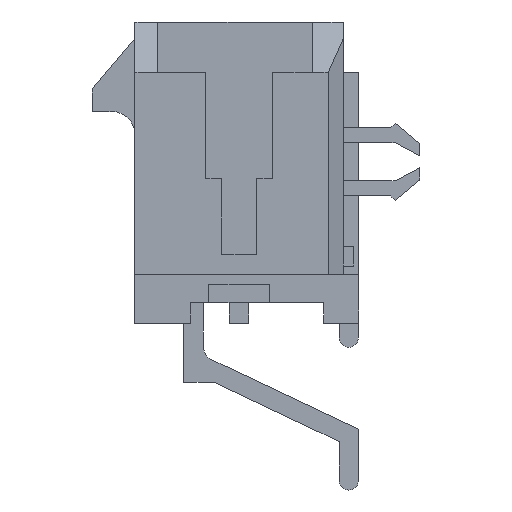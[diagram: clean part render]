
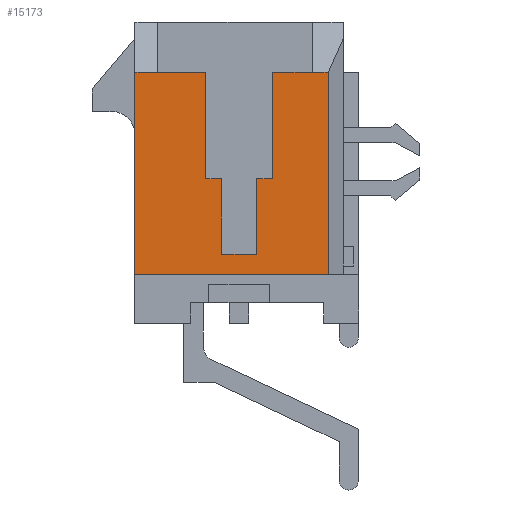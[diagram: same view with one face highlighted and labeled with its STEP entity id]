
A CAD part, left-side view. The second image highlights one B-rep face of the part: STEP entity #15173.
In plain terms, the highlighted planar face has unit normal (-1, 0, 0).
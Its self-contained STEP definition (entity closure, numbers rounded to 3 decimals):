
#3696=DIRECTION('',(0.,0.,-1.));
#3697=VECTOR('',#3696,3.5);
#3698=CARTESIAN_POINT('',(-18.325,-1.1,3.305));
#3699=LINE('',#3698,#3697);
#3700=DIRECTION('',(0.,1.,0.));
#3701=VECTOR('',#3700,1.31);
#3702=CARTESIAN_POINT('',(-18.325,-2.41,3.305));
#3703=LINE('',#3702,#3701);
#3704=DIRECTION('',(0.,-1.,0.));
#3705=VECTOR('',#3704,0.52);
#3706=CARTESIAN_POINT('',(-18.325,-2.41,3.305));
#3707=LINE('',#3706,#3705);
#3708=DIRECTION('',(0.,0.,-1.));
#3709=VECTOR('',#3708,6.66);
#3710=CARTESIAN_POINT('',(-18.325,-2.93,3.305));
#3711=LINE('',#3710,#3709);
#3712=DIRECTION('',(0.,1.,0.));
#3713=VECTOR('',#3712,6.36);
#3714=CARTESIAN_POINT('',(-18.325,-2.93,-3.355));
#3715=LINE('',#3714,#3713);
#3716=DIRECTION('',(0.,0.,1.));
#3717=VECTOR('',#3716,6.66);
#3718=CARTESIAN_POINT('',(-18.325,3.43,-3.355));
#3719=LINE('',#3718,#3717);
#3720=DIRECTION('',(0.,-1.,0.));
#3721=VECTOR('',#3720,0.75);
#3722=CARTESIAN_POINT('',(-18.325,3.43,3.305));
#3723=LINE('',#3722,#3721);
#3724=DIRECTION('',(0.,1.,0.));
#3725=VECTOR('',#3724,1.58);
#3726=CARTESIAN_POINT('',(-18.325,1.1,3.305));
#3727=LINE('',#3726,#3725);
#3728=DIRECTION('',(0.,0.,-1.));
#3729=VECTOR('',#3728,3.5);
#3730=CARTESIAN_POINT('',(-18.325,1.1,3.305));
#3731=LINE('',#3730,#3729);
#3732=DIRECTION('',(0.,1.,0.));
#3733=VECTOR('',#3732,0.525);
#3734=CARTESIAN_POINT('',(-18.325,0.575,-0.195));
#3735=LINE('',#3734,#3733);
#3736=DIRECTION('',(0.,0.,1.));
#3737=VECTOR('',#3736,2.5);
#3738=CARTESIAN_POINT('',(-18.325,0.575,-2.695));
#3739=LINE('',#3738,#3737);
#3740=DIRECTION('',(0.,1.,0.));
#3741=VECTOR('',#3740,1.15);
#3742=CARTESIAN_POINT('',(-18.325,-0.575,-2.695));
#3743=LINE('',#3742,#3741);
#3744=DIRECTION('',(0.,0.,-1.));
#3745=VECTOR('',#3744,2.5);
#3746=CARTESIAN_POINT('',(-18.325,-0.575,-0.195));
#3747=LINE('',#3746,#3745);
#3748=DIRECTION('',(0.,1.,0.));
#3749=VECTOR('',#3748,0.525);
#3750=CARTESIAN_POINT('',(-18.325,-1.1,-0.195));
#3751=LINE('',#3750,#3749);
#8798=CARTESIAN_POINT('',(-18.325,3.43,3.305));
#8800=VERTEX_POINT('',#8798);
#8849=CARTESIAN_POINT('',(-18.325,2.68,3.305));
#8850=VERTEX_POINT('',#8849);
#8851=CARTESIAN_POINT('',(-18.325,-2.41,3.305));
#8852=VERTEX_POINT('',#8851);
#8971=CARTESIAN_POINT('',(-18.325,-1.1,3.305));
#8972=CARTESIAN_POINT('',(-18.325,-1.1,-0.195));
#8973=VERTEX_POINT('',#8971);
#8974=VERTEX_POINT('',#8972);
#8975=CARTESIAN_POINT('',(-18.325,-0.575,-0.195));
#8976=VERTEX_POINT('',#8975);
#8977=CARTESIAN_POINT('',(-18.325,-0.575,-2.695));
#8978=VERTEX_POINT('',#8977);
#8979=CARTESIAN_POINT('',(-18.325,0.575,-2.695));
#8980=VERTEX_POINT('',#8979);
#8981=CARTESIAN_POINT('',(-18.325,0.575,-0.195));
#8982=VERTEX_POINT('',#8981);
#8983=CARTESIAN_POINT('',(-18.325,1.1,-0.195));
#8984=VERTEX_POINT('',#8983);
#8985=CARTESIAN_POINT('',(-18.325,1.1,3.305));
#8986=VERTEX_POINT('',#8985);
#10287=CARTESIAN_POINT('',(-18.325,3.43,-3.355));
#10288=VERTEX_POINT('',#10287);
#10293=CARTESIAN_POINT('',(-18.325,-2.93,3.305));
#10294=VERTEX_POINT('',#10293);
#10295=CARTESIAN_POINT('',(-18.325,-2.93,-3.355));
#10296=VERTEX_POINT('',#10295);
#15143=CARTESIAN_POINT('',(-18.325,0.,0.));
#15144=DIRECTION('',(1.,0.,0.));
#15145=DIRECTION('',(0.,0.,-1.));
#15146=AXIS2_PLACEMENT_3D('',#15143,#15144,#15145);
#15147=PLANE('',#15146);
#15149=ORIENTED_EDGE('',*,*,#15148,.F.);
#15151=ORIENTED_EDGE('',*,*,#15150,.F.);
#15153=ORIENTED_EDGE('',*,*,#15152,.T.);
#15154=ORIENTED_EDGE('',*,*,#12217,.T.);
#15155=ORIENTED_EDGE('',*,*,#12264,.T.);
#15157=ORIENTED_EDGE('',*,*,#15156,.T.);
#15159=ORIENTED_EDGE('',*,*,#15158,.T.);
#15161=ORIENTED_EDGE('',*,*,#15160,.F.);
#15163=ORIENTED_EDGE('',*,*,#15162,.T.);
#15165=ORIENTED_EDGE('',*,*,#15164,.F.);
#15166=ORIENTED_EDGE('',*,*,#15136,.F.);
#15167=ORIENTED_EDGE('',*,*,#15022,.F.);
#15168=ORIENTED_EDGE('',*,*,#15093,.F.);
#15170=ORIENTED_EDGE('',*,*,#15169,.F.);
#15171=EDGE_LOOP('',(#15149,#15151,#15153,#15154,#15155,#15157,#15159,#15161,
#15163,#15165,#15166,#15167,#15168,#15170));
#15172=FACE_OUTER_BOUND('',#15171,.F.);
#15173=ADVANCED_FACE('',(#15172),#15147,.F.);
#12217=EDGE_CURVE('',#10294,#10296,#3711,.T.);
#12264=EDGE_CURVE('',#10296,#10288,#3715,.T.);
#15022=EDGE_CURVE('',#8978,#8980,#3743,.T.);
#15093=EDGE_CURVE('',#8976,#8978,#3747,.T.);
#15136=EDGE_CURVE('',#8980,#8982,#3739,.T.);
#15148=EDGE_CURVE('',#8973,#8974,#3699,.T.);
#15150=EDGE_CURVE('',#8852,#8973,#3703,.T.);
#15152=EDGE_CURVE('',#8852,#10294,#3707,.T.);
#15156=EDGE_CURVE('',#10288,#8800,#3719,.T.);
#15158=EDGE_CURVE('',#8800,#8850,#3723,.T.);
#15160=EDGE_CURVE('',#8986,#8850,#3727,.T.);
#15162=EDGE_CURVE('',#8986,#8984,#3731,.T.);
#15164=EDGE_CURVE('',#8982,#8984,#3735,.T.);
#15169=EDGE_CURVE('',#8974,#8976,#3751,.T.);
